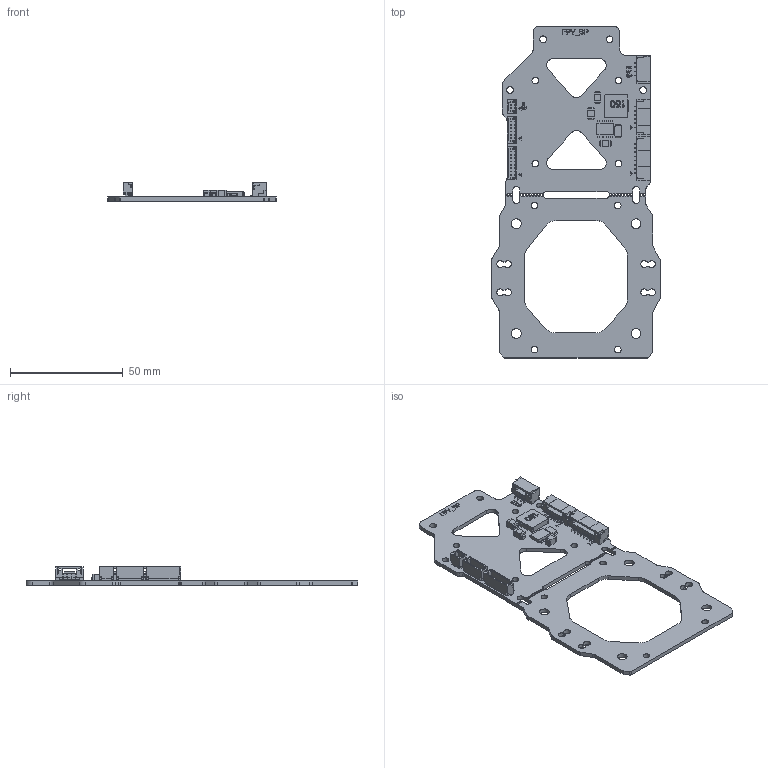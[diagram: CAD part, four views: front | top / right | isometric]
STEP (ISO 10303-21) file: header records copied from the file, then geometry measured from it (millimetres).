
FILE_DESCRIPTION(('FreeCAD Model'),'2;1');
FILE_NAME('Open CASCADE Shape Model','2025-05-05T05:04:06',('FreeCAD'),( 'FreeCAD'),'Open CASCADE STEP processor 7.6','FreeCAD','Unknown');
FILE_SCHEMA(('AUTOMOTIVE_DESIGN { 1 0 10303 214 1 1 1 1 }'));
Products named in the file (1): Open CASCADE STEP translator 7.6 1
Bounding box: 74.78 x 147.27 x 8.12 mm (x, y, z)
Volume: 13877.8 mm3; surface area: 21209.6 mm2
Topology: 114 solids, 114 shells, 3187 faces, 8817 edges, 5870 vertices
Faces by surface type: bspline 3187
Entity records: 96899 total; most frequent: CARTESIAN_POINT 43209, ORIENTED_EDGE 17634, EDGE_CURVE 8817, B_SPLINE_CURVE_WITH_KNOTS 8167, VERTEX_POINT 5870, FACE_BOUND 3447, EDGE_LOOP 3447, ADVANCED_FACE 3187
